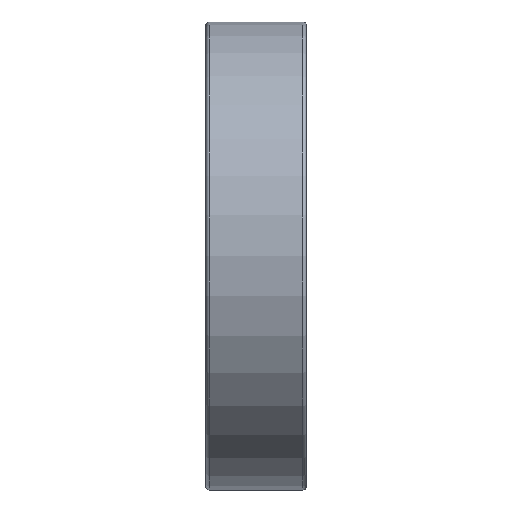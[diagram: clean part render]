
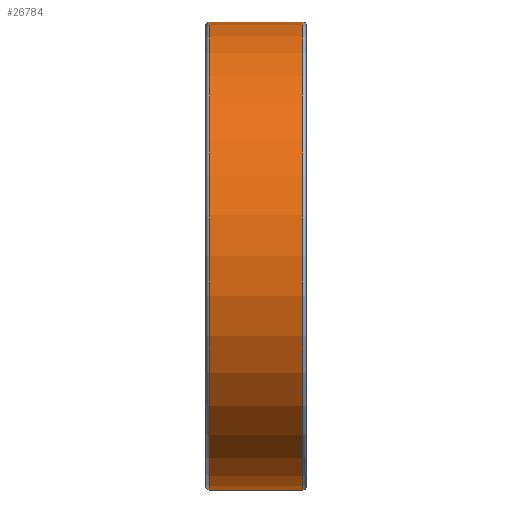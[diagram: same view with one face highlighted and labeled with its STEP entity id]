
A CAD part, top view. The second image highlights one B-rep face of the part: STEP entity #26784.
In plain terms, the highlighted cylindrical face has radius 21 mm (diameter 42 mm), a partial arc.
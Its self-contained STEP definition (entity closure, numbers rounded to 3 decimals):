
#15637=DIRECTION('',(-1.,0.,0.));
#15638=VECTOR('',#15637,8.4);
#15639=CARTESIAN_POINT('',(4.2,21.,0.));
#15640=LINE('',#15639,#15638);
#15644=DIRECTION('',(-1.,0.,0.));
#15645=VECTOR('',#15644,8.4);
#15646=CARTESIAN_POINT('',(4.2,-21.,0.));
#15647=LINE('',#15646,#15645);
#15659=CARTESIAN_POINT('',(4.2,0.,0.));
#15660=DIRECTION('',(1.,0.,0.));
#15661=DIRECTION('',(0.,1.,0.));
#15662=AXIS2_PLACEMENT_3D('',#15659,#15660,#15661);
#15667=CARTESIAN_POINT('',(-4.2,0.,0.));
#15668=DIRECTION('',(1.,0.,0.));
#15669=DIRECTION('',(0.,1.,0.));
#15670=AXIS2_PLACEMENT_3D('',#15667,#15668,#15669);
#23450=CARTESIAN_POINT('',(4.2,21.,0.));
#23451=CARTESIAN_POINT('',(-4.2,21.,0.));
#23452=VERTEX_POINT('',#23450);
#23453=VERTEX_POINT('',#23451);
#23462=CARTESIAN_POINT('',(4.2,-21.,0.));
#23463=CARTESIAN_POINT('',(-4.2,-21.,0.));
#23464=VERTEX_POINT('',#23462);
#23465=VERTEX_POINT('',#23463);
#26772=CARTESIAN_POINT('',(-4.95,0.,0.));
#26773=DIRECTION('',(1.,0.,0.));
#26774=DIRECTION('',(0.,-1.,0.));
#26775=AXIS2_PLACEMENT_3D('',#26772,#26773,#26774);
#26776=CYLINDRICAL_SURFACE('',#26775,21.);
#26777=ORIENTED_EDGE('',*,*,#26762,.F.);
#26778=ORIENTED_EDGE('',*,*,#26739,.T.);
#26779=ORIENTED_EDGE('',*,*,#26766,.T.);
#26781=ORIENTED_EDGE('',*,*,#26780,.F.);
#26782=EDGE_LOOP('',(#26777,#26778,#26779,#26781));
#26783=FACE_OUTER_BOUND('',#26782,.F.);
#15663=CIRCLE('',#15662,21.);
#15671=CIRCLE('',#15670,21.);
#26739=EDGE_CURVE('',#23452,#23464,#15663,.T.);
#26762=EDGE_CURVE('',#23452,#23453,#15640,.T.);
#26766=EDGE_CURVE('',#23464,#23465,#15647,.T.);
#26780=EDGE_CURVE('',#23453,#23465,#15671,.T.);
#26784=ADVANCED_FACE('',(#26783),#26776,.T.);
